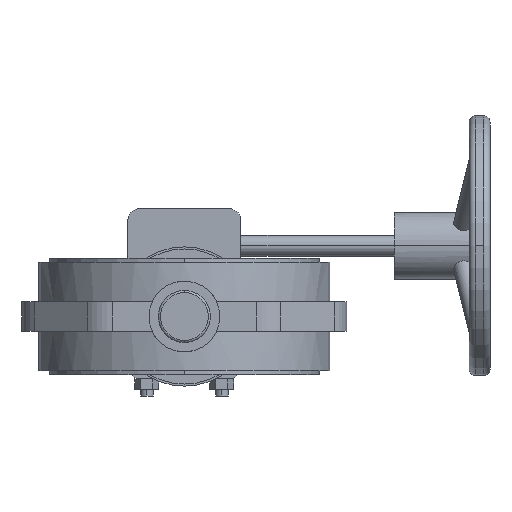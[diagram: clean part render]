
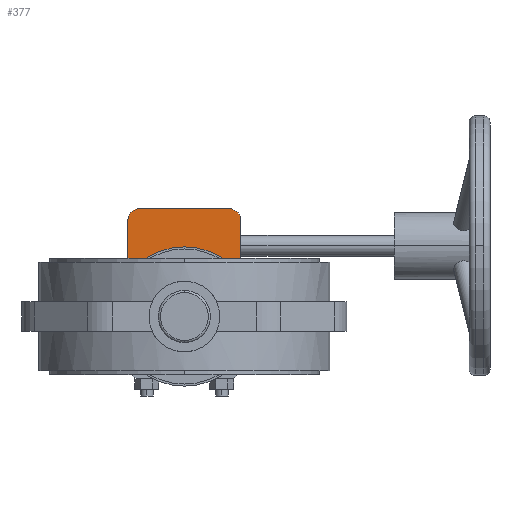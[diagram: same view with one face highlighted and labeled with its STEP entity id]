
A CAD part, front view. The second image highlights one B-rep face of the part: STEP entity #377.
In plain terms, the highlighted planar face has unit normal (0, -1, 0).
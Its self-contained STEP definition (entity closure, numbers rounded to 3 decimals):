
#377 = ADVANCED_FACE( '', ( #945 ), #946, .F. );
#945 = FACE_OUTER_BOUND( '', #1535, .T. );
#946 = PLANE( '', #1536 );
#1535 = EDGE_LOOP( '', ( #3707, #3708, #3709, #3710, #3711, #3712, #3713, #3714, #3715, #3716, #3717, #3718, #3719, #3720, #3721, #3722, #3723, #3724, #3725, #3726 ) );
#1536 = AXIS2_PLACEMENT_3D( '', #3727, #3728, #3729 );
#3707 = ORIENTED_EDGE( '', *, *, #4597, .T. );
#3708 = ORIENTED_EDGE( '', *, *, #4593, .T. );
#3709 = ORIENTED_EDGE( '', *, *, #4640, .T. );
#3710 = ORIENTED_EDGE( '', *, *, #4637, .T. );
#3711 = ORIENTED_EDGE( '', *, *, #4633, .T. );
#3712 = ORIENTED_EDGE( '', *, *, #4649, .F. );
#3713 = ORIENTED_EDGE( '', *, *, #4608, .T. );
#3714 = ORIENTED_EDGE( '', *, *, #4599, .T. );
#3715 = ORIENTED_EDGE( '', *, *, #4631, .T. );
#3716 = ORIENTED_EDGE( '', *, *, #4628, .T. );
#3717 = ORIENTED_EDGE( '', *, *, #4625, .T. );
#3718 = ORIENTED_EDGE( '', *, *, #4354, .F. );
#3719 = ORIENTED_EDGE( '', *, *, #4650, .F. );
#3720 = ORIENTED_EDGE( '', *, *, #4651, .F. );
#3721 = ORIENTED_EDGE( '', *, *, #4652, .F. );
#3722 = ORIENTED_EDGE( '', *, *, #4653, .F. );
#3723 = ORIENTED_EDGE( '', *, *, #4654, .F. );
#3724 = ORIENTED_EDGE( '', *, *, #4655, .F. );
#3725 = ORIENTED_EDGE( '', *, *, #4656, .F. );
#3726 = ORIENTED_EDGE( '', *, *, #4348, .F. );
#3727 = CARTESIAN_POINT( '', ( 0., 182., -28. ) );
#3728 = DIRECTION( '', ( 0., 1., 0. ) );
#3729 = DIRECTION( '', ( 0., 0., -1. ) );
#4348 = EDGE_CURVE( '', #5394, #5390, #5396, .T. );
#4354 = EDGE_CURVE( '', #5403, #5406, #5407, .T. );
#4593 = EDGE_CURVE( '', #5808, #5809, #5810, .T. );
#4597 = EDGE_CURVE( '', #5394, #5808, #5816, .T. );
#4599 = EDGE_CURVE( '', #5818, #5819, #5820, .T. );
#4608 = EDGE_CURVE( '', #5835, #5818, #5836, .T. );
#4625 = EDGE_CURVE( '', #5863, #5406, #5864, .T. );
#4628 = EDGE_CURVE( '', #5868, #5863, #5869, .T. );
#4631 = EDGE_CURVE( '', #5819, #5868, #5873, .T. );
#4633 = EDGE_CURVE( '', #5875, #5876, #5877, .T. );
#4637 = EDGE_CURVE( '', #5883, #5875, #5884, .T. );
#4640 = EDGE_CURVE( '', #5809, #5883, #5888, .T. );
#4649 = EDGE_CURVE( '', #5835, #5876, #5900, .T. );
#4650 = EDGE_CURVE( '', #5901, #5403, #5902, .T. );
#4651 = EDGE_CURVE( '', #5903, #5901, #5904, .T. );
#4652 = EDGE_CURVE( '', #5905, #5903, #5906, .T. );
#4653 = EDGE_CURVE( '', #5907, #5905, #5908, .T. );
#4654 = EDGE_CURVE( '', #5909, #5907, #5910, .T. );
#4655 = EDGE_CURVE( '', #5911, #5909, #5912, .T. );
#4656 = EDGE_CURVE( '', #5390, #5911, #5913, .T. );
#5390 = VERTEX_POINT( '', #7465 );
#5394 = VERTEX_POINT( '', #7470 );
#5396 = CIRCLE( '', #7481, 25.029 );
#5403 = VERTEX_POINT( '', #7508 );
#5406 = VERTEX_POINT( '', #7512 );
#5407 = CIRCLE( '', #7513, 25.029 );
#5808 = VERTEX_POINT( '', #8945 );
#5809 = VERTEX_POINT( '', #8946 );
#5810 = CIRCLE( '', #8947, 9. );
#5816 = LINE( '', #8955, #8956 );
#5818 = VERTEX_POINT( '', #8959 );
#5819 = VERTEX_POINT( '', #8960 );
#5820 = CIRCLE( '', #8961, 9. );
#5835 = VERTEX_POINT( '', #8983 );
#5836 = LINE( '', #8984, #8985 );
#5863 = VERTEX_POINT( '', #9042 );
#5864 = LINE( '', #9043, #9044 );
#5868 = VERTEX_POINT( '', #9050 );
#5869 = CIRCLE( '', #9051, 9. );
#5873 = CIRCLE( '', #9056, 2. );
#5875 = VERTEX_POINT( '', #9058 );
#5876 = VERTEX_POINT( '', #9059 );
#5877 = LINE( '', #9060, #9061 );
#5883 = VERTEX_POINT( '', #9078 );
#5884 = CIRCLE( '', #9079, 9. );
#5888 = CIRCLE( '', #9084, 2. );
#5900 = CIRCLE( '', #9137, 25.029 );
#5901 = VERTEX_POINT( '', #9138 );
#5902 = LINE( '', #9139, #9140 );
#5903 = VERTEX_POINT( '', #9141 );
#5904 = LINE( '', #9142, #9143 );
#5905 = VERTEX_POINT( '', #9144 );
#5906 = CIRCLE( '', #9145, 6. );
#5907 = VERTEX_POINT( '', #9146 );
#5908 = LINE( '', #9147, #9148 );
#5909 = VERTEX_POINT( '', #9149 );
#5910 = CIRCLE( '', #9150, 6. );
#5911 = VERTEX_POINT( '', #9151 );
#5912 = LINE( '', #9152, #9153 );
#5913 = LINE( '', #9154, #9155 );
#7465 = CARTESIAN_POINT( '', ( -25.029, 182., -28. ) );
#7470 = CARTESIAN_POINT( '', ( -21.588, 182., -15.334 ) );
#7481 = AXIS2_PLACEMENT_3D( '', #10012, #10013, #10014 );
#7508 = CARTESIAN_POINT( '', ( 25.029, 182., -28. ) );
#7512 = CARTESIAN_POINT( '', ( 21.588, 182., -15.334 ) );
#7513 = AXIS2_PLACEMENT_3D( '', #10018, #10019, #10020 );
#8945 = CARTESIAN_POINT( '', ( -22.37, 182., -14.217 ) );
#8946 = CARTESIAN_POINT( '', ( -23.371, 182., -5.756 ) );
#8947 = AXIS2_PLACEMENT_3D( '', #10433, #10434, #10435 );
#8955 = CARTESIAN_POINT( '', ( -15.452, 182., -24.097 ) );
#8956 = VECTOR( '', #10441, 1. );
#8959 = CARTESIAN_POINT( '', ( 13.783, 182., -5.63 ) );
#8960 = CARTESIAN_POINT( '', ( 22.244, 182., -4.629 ) );
#8961 = AXIS2_PLACEMENT_3D( '', #10443, #10444, #10445 );
#8983 = CARTESIAN_POINT( '', ( 12.666, 182., -6.412 ) );
#8984 = CARTESIAN_POINT( '', ( 3.903, 182., -12.548 ) );
#8985 = VECTOR( '', #10459, 1. );
#9042 = CARTESIAN_POINT( '', ( 22.37, 182., -14.217 ) );
#9043 = CARTESIAN_POINT( '', ( 14.286, 182., -25.762 ) );
#9044 = VECTOR( '', #10481, 1. );
#9050 = CARTESIAN_POINT( '', ( 23.371, 182., -5.756 ) );
#9051 = AXIS2_PLACEMENT_3D( '', #10484, #10485, #10486 );
#9056 = AXIS2_PLACEMENT_3D( '', #10491, #10492, #10493 );
#9058 = CARTESIAN_POINT( '', ( -13.783, 182., -5.63 ) );
#9059 = CARTESIAN_POINT( '', ( -12.666, 182., -6.412 ) );
#9060 = CARTESIAN_POINT( '', ( -2.238, 182., -13.714 ) );
#9061 = VECTOR( '', #10497, 1. );
#9078 = CARTESIAN_POINT( '', ( -22.244, 182., -4.629 ) );
#9079 = AXIS2_PLACEMENT_3D( '', #10500, #10501, #10502 );
#9084 = AXIS2_PLACEMENT_3D( '', #10507, #10508, #10509 );
#9137 = AXIS2_PLACEMENT_3D( '', #10521, #10522, #10523 );
#9138 = CARTESIAN_POINT( '', ( 27.2, 182., -28. ) );
#9139 = CARTESIAN_POINT( '', ( 27.2, 182., -28. ) );
#9140 = VECTOR( '', #10524, 1. );
#9141 = CARTESIAN_POINT( '', ( 27.2, 182., 18. ) );
#9142 = CARTESIAN_POINT( '', ( 27.2, 182., 18. ) );
#9143 = VECTOR( '', #10525, 1. );
#9144 = CARTESIAN_POINT( '', ( 21.2, 182., 24. ) );
#9145 = AXIS2_PLACEMENT_3D( '', #10526, #10527, #10528 );
#9146 = CARTESIAN_POINT( '', ( -21.2, 182., 24. ) );
#9147 = CARTESIAN_POINT( '', ( -21.2, 182., 24. ) );
#9148 = VECTOR( '', #10529, 1. );
#9149 = CARTESIAN_POINT( '', ( -27.2, 182., 18. ) );
#9150 = AXIS2_PLACEMENT_3D( '', #10530, #10531, #10532 );
#9151 = CARTESIAN_POINT( '', ( -27.2, 182., -28. ) );
#9152 = CARTESIAN_POINT( '', ( -27.2, 182., -28. ) );
#9153 = VECTOR( '', #10533, 1. );
#9154 = CARTESIAN_POINT( '', ( 27.2, 182., -28. ) );
#9155 = VECTOR( '', #10534, 1. );
#10012 = CARTESIAN_POINT( '', ( 0., 182., -28. ) );
#10013 = DIRECTION( '', ( 0., -1., 0. ) );
#10014 = DIRECTION( '', ( -1., 0., 0. ) );
#10018 = CARTESIAN_POINT( '', ( 0., 182., -28. ) );
#10019 = DIRECTION( '', ( 0., -1., 0. ) );
#10020 = DIRECTION( '', ( -1., 0., 0. ) );
#10433 = CARTESIAN_POINT( '', ( -14.998, 182., -9.055 ) );
#10434 = DIRECTION( '', ( 0., 1., 0. ) );
#10435 = DIRECTION( '', ( -0.819, 0., -0.574 ) );
#10441 = DIRECTION( '', ( -0.574, 0., 0.819 ) );
#10443 = CARTESIAN_POINT( '', ( 18.945, 182., -13.002 ) );
#10444 = DIRECTION( '', ( 0., 1., 0. ) );
#10445 = DIRECTION( '', ( -0.574, 0., 0.819 ) );
#10459 = DIRECTION( '', ( 0.819, 0., 0.574 ) );
#10481 = DIRECTION( '', ( -0.574, 0., -0.819 ) );
#10484 = CARTESIAN_POINT( '', ( 14.998, 182., -9.055 ) );
#10485 = DIRECTION( '', ( 0., 1., 0. ) );
#10486 = DIRECTION( '', ( 0.93, 0., 0.367 ) );
#10491 = CARTESIAN_POINT( '', ( 21.511, 182., -6.489 ) );
#10492 = DIRECTION( '', ( 0., 1., 0. ) );
#10493 = DIRECTION( '', ( 0.367, 0., 0.93 ) );
#10497 = DIRECTION( '', ( 0.819, 0., -0.574 ) );
#10500 = CARTESIAN_POINT( '', ( -18.945, 182., -13.002 ) );
#10501 = DIRECTION( '', ( 0., 1., 0. ) );
#10502 = DIRECTION( '', ( -0.367, 0., 0.93 ) );
#10507 = CARTESIAN_POINT( '', ( -21.511, 182., -6.489 ) );
#10508 = DIRECTION( '', ( 0., 1., 0. ) );
#10509 = DIRECTION( '', ( -0.93, 0., 0.367 ) );
#10521 = CARTESIAN_POINT( '', ( 0., 182., -28. ) );
#10522 = DIRECTION( '', ( 0., -1., 0. ) );
#10523 = DIRECTION( '', ( -1., 0., 0. ) );
#10524 = DIRECTION( '', ( -1., 0., 0. ) );
#10525 = DIRECTION( '', ( 0., 0., -1. ) );
#10526 = CARTESIAN_POINT( '', ( 21.2, 182., 18. ) );
#10527 = DIRECTION( '', ( 0., 1., 0. ) );
#10528 = DIRECTION( '', ( 0., 0., 1. ) );
#10529 = DIRECTION( '', ( 1., 0., 0. ) );
#10530 = CARTESIAN_POINT( '', ( -21.2, 182., 18. ) );
#10531 = DIRECTION( '', ( 0., 1., 0. ) );
#10532 = DIRECTION( '', ( -1., 0., 0. ) );
#10533 = DIRECTION( '', ( 0., 0., 1. ) );
#10534 = DIRECTION( '', ( -1., 0., 0. ) );
